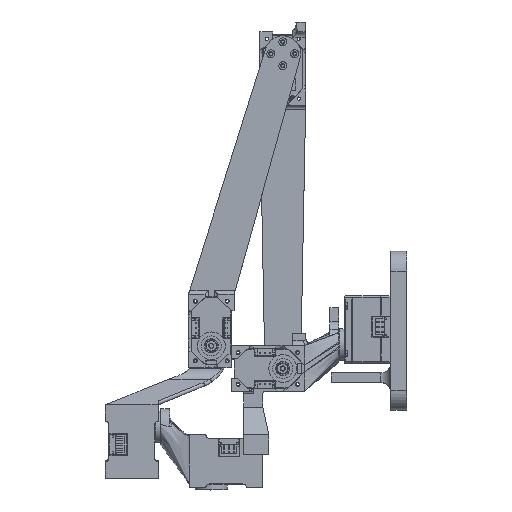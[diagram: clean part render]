
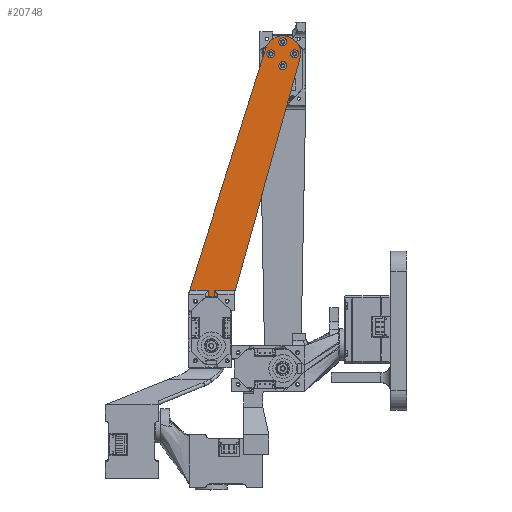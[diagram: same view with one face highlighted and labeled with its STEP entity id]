
A CAD part, top view. The second image highlights one B-rep face of the part: STEP entity #20748.
In plain terms, the highlighted planar face has unit normal (0, 0, 1).
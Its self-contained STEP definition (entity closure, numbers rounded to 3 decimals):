
#894=FACE_BOUND('',#4390,.T.);
#895=FACE_BOUND('',#4391,.T.);
#896=FACE_BOUND('',#4392,.T.);
#897=FACE_BOUND('',#4393,.T.);
#1415=CIRCLE('',#22387,9.);
#1416=CIRCLE('',#22388,9.);
#1417=CIRCLE('',#22389,2.);
#1418=CIRCLE('',#22390,2.);
#1419=CIRCLE('',#22391,2.);
#1420=CIRCLE('',#22392,2.);
#2160=PLANE('',#22386);
#3128=FACE_OUTER_BOUND('',#4389,.T.);
#4389=EDGE_LOOP('',(#17963,#17964,#17965,#17966,#17967,#17968,#17969,#17970,
#17971));
#4390=EDGE_LOOP('',(#17972));
#4391=EDGE_LOOP('',(#17973));
#4392=EDGE_LOOP('',(#17974));
#4393=EDGE_LOOP('',(#17975));
#6361=LINE('',#34663,#8417);
#6363=LINE('',#34690,#8419);
#6376=LINE('',#34732,#8432);
#6379=LINE('',#34745,#8435);
#6380=LINE('',#34748,#8436);
#6381=LINE('',#34753,#8437);
#6382=LINE('',#34754,#8438);
#8417=VECTOR('',#27036,2.);
#8419=VECTOR('',#27040,2.);
#8432=VECTOR('',#27083,10.);
#8435=VECTOR('',#27096,10.);
#8436=VECTOR('',#27099,10.);
#8437=VECTOR('',#27104,10.);
#8438=VECTOR('',#27105,10.);
#10314=VERTEX_POINT('',#34659);
#10316=VERTEX_POINT('',#34662);
#10318=VERTEX_POINT('',#34677);
#10320=VERTEX_POINT('',#34689);
#10334=VERTEX_POINT('',#34731);
#10337=VERTEX_POINT('',#34739);
#10340=VERTEX_POINT('',#34747);
#10341=VERTEX_POINT('',#34749);
#10342=VERTEX_POINT('',#34751);
#10343=VERTEX_POINT('',#34755);
#10344=VERTEX_POINT('',#34757);
#10345=VERTEX_POINT('',#34759);
#10346=VERTEX_POINT('',#34761);
#12944=EDGE_CURVE('',#10314,#10316,#6361,.T.);
#12948=EDGE_CURVE('',#10318,#10320,#6363,.T.);
#12969=EDGE_CURVE('',#10318,#10334,#6376,.T.);
#12976=EDGE_CURVE('',#10337,#10316,#6379,.T.);
#12977=EDGE_CURVE('',#10314,#10340,#6380,.T.);
#12978=EDGE_CURVE('',#10341,#10340,#1415,.T.);
#12979=EDGE_CURVE('',#10342,#10341,#1416,.T.);
#12980=EDGE_CURVE('',#10342,#10320,#6381,.T.);
#12981=EDGE_CURVE('',#10337,#10334,#6382,.T.);
#12982=EDGE_CURVE('',#10343,#10343,#1417,.T.);
#12983=EDGE_CURVE('',#10344,#10344,#1418,.T.);
#12984=EDGE_CURVE('',#10345,#10345,#1419,.T.);
#12985=EDGE_CURVE('',#10346,#10346,#1420,.T.);
#17963=ORIENTED_EDGE('',*,*,#12944,.F.);
#17964=ORIENTED_EDGE('',*,*,#12977,.T.);
#17965=ORIENTED_EDGE('',*,*,#12978,.F.);
#17966=ORIENTED_EDGE('',*,*,#12979,.F.);
#17967=ORIENTED_EDGE('',*,*,#12980,.T.);
#17968=ORIENTED_EDGE('',*,*,#12948,.F.);
#17969=ORIENTED_EDGE('',*,*,#12969,.T.);
#17970=ORIENTED_EDGE('',*,*,#12981,.F.);
#17971=ORIENTED_EDGE('',*,*,#12976,.T.);
#17972=ORIENTED_EDGE('',*,*,#12982,.T.);
#17973=ORIENTED_EDGE('',*,*,#12983,.T.);
#17974=ORIENTED_EDGE('',*,*,#12984,.T.);
#17975=ORIENTED_EDGE('',*,*,#12985,.T.);
#20748=ADVANCED_FACE('',(#3128,#894,#895,#896,#897),#2160,.T.);
#22386=AXIS2_PLACEMENT_3D('',#34746,#27097,#27098);
#22387=AXIS2_PLACEMENT_3D('',#34750,#27100,#27101);
#22388=AXIS2_PLACEMENT_3D('',#34752,#27102,#27103);
#22389=AXIS2_PLACEMENT_3D('',#34756,#27106,#27107);
#22390=AXIS2_PLACEMENT_3D('',#34758,#27108,#27109);
#22391=AXIS2_PLACEMENT_3D('',#34760,#27110,#27111);
#22392=AXIS2_PLACEMENT_3D('',#34762,#27112,#27113);
#27036=DIRECTION('',(-1.,0.,0.));
#27040=DIRECTION('',(-1.,0.,0.));
#27083=DIRECTION('',(0.,-1.,0.));
#27096=DIRECTION('',(0.,1.,0.));
#27097=DIRECTION('center_axis',(0.,0.,
1.));
#27098=DIRECTION('ref_axis',(-1.,0.,0.));
#27099=DIRECTION('',(0.269,0.963,0.));
#27100=DIRECTION('center_axis',(0.,0.,
-1.));
#27101=DIRECTION('ref_axis',(-1.,0.,0.));
#27102=DIRECTION('center_axis',(0.,0.,
-1.));
#27103=DIRECTION('ref_axis',(-1.,0.,0.));
#27104=DIRECTION('',(-0.3,-0.954,0.));
#27105=DIRECTION('',(-1.,0.,0.));
#27106=DIRECTION('center_axis',(0.,0.,
-1.));
#27107=DIRECTION('ref_axis',(-1.,0.,0.));
#27108=DIRECTION('center_axis',(0.,0.,
-1.));
#27109=DIRECTION('ref_axis',(-1.,0.,0.));
#27110=DIRECTION('center_axis',(0.,0.,
-1.));
#27111=DIRECTION('ref_axis',(-1.,0.,0.));
#27112=DIRECTION('center_axis',(0.,0.,
-1.));
#27113=DIRECTION('ref_axis',(-1.,0.,0.));
#34659=CARTESIAN_POINT('',(-78.099,27.375,11.5));
#34662=CARTESIAN_POINT('',(-88.732,27.375,11.5));
#34663=CARTESIAN_POINT('',(-84.403,27.375,11.5));
#34677=CARTESIAN_POINT('',(-91.575,27.375,11.5));
#34689=CARTESIAN_POINT('',(-101.03,27.375,11.5));
#34690=CARTESIAN_POINT('',(-91.739,27.375,11.5));
#34731=CARTESIAN_POINT('',(-91.575,23.991,11.5));
#34732=CARTESIAN_POINT('',(-91.575,55.568,11.5));
#34739=CARTESIAN_POINT('',(-88.732,23.991,11.5));
#34745=CARTESIAN_POINT('',(-88.732,56.318,11.5));
#34746=CARTESIAN_POINT('Origin',(-73.592,87.244,11.5));
#34747=CARTESIAN_POINT('',(-45.532,143.979,11.5));
#34748=CARTESIAN_POINT('',(-78.653,25.391,11.5));
#34749=CARTESIAN_POINT('',(-45.2,146.4,11.5));
#34750=CARTESIAN_POINT('Origin',(-54.2,146.4,11.5));
#34751=CARTESIAN_POINT('',(-62.786,149.098,11.5));
#34752=CARTESIAN_POINT('Origin',(-54.2,146.4,11.5));
#34753=CARTESIAN_POINT('',(-101.653,25.391,11.5));
#34754=CARTESIAN_POINT('',(-86.873,23.991,11.5));
#34755=CARTESIAN_POINT('',(-58.2,146.4,11.5));
#34756=CARTESIAN_POINT('Origin',(-60.2,146.4,11.5));
#34757=CARTESIAN_POINT('',(-52.2,152.4,11.5));
#34758=CARTESIAN_POINT('Origin',(-54.2,152.4,11.5));
#34759=CARTESIAN_POINT('',(-52.2,140.4,11.5));
#34760=CARTESIAN_POINT('Origin',(-54.2,140.4,11.5));
#34761=CARTESIAN_POINT('',(-46.2,146.4,11.5));
#34762=CARTESIAN_POINT('Origin',(-48.2,146.4,11.5));
